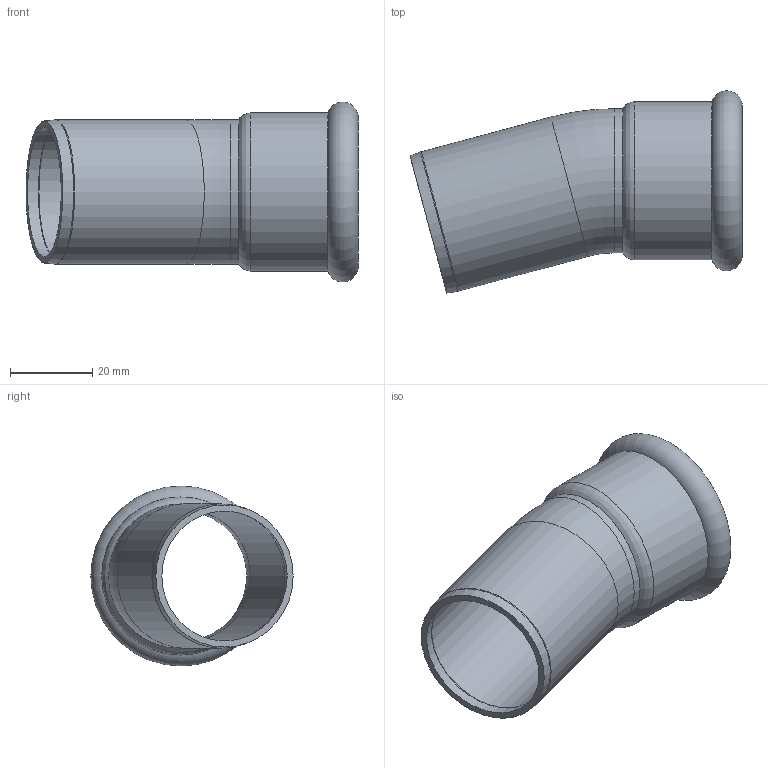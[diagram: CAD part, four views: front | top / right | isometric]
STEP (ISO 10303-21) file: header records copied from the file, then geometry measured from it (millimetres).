
FILE_DESCRIPTION(/* description */ ('Curva 15° MF De35'),/* implementation_level */ '2;1');
FILE_NAME(/* name */ '181035151_Inoxpres.stp',/* time_stamp */ '2022-10-10T16:01:53+02:00',/* author */ ('Vault'),/* organization */ ('Raccorderie metalliche s.p.a. '),/* preprocessor_version */ 'ST-DEVELOPER v18.1',/* originating_system */ 'Autodesk Inventor 2020',/* authorisation */ 'Raccorderie metalliche s.p.a. ');
FILE_SCHEMA (('AUTOMOTIVE_DESIGN { 1 0 10303 214 3 1 1 }','PROCESS_PLANNING_SCHEMA'));
Length unit declared in the file: millimetre
Products named in the file (1): 181035151_Inoxpres
Bounding box: 80.59 x 49.12 x 43.68 mm (x, y, z)
Volume: 14454 mm3; surface area: 17703 mm2
Topology: 1 solids, 1 shells, 21 faces, 76 edges, 56 vertices
Faces by surface type: torus 9, cylinder 8, cone 3, plane 1
Full cylindrical faces by diameter (mm): 32 x2, 35 x2, 35.4 x1, 35.8 x2, 38.4 x1
Entity records: 928 total; most frequent: DIRECTION 185, CARTESIAN_POINT 154, ORIENTED_EDGE 152, AXIS2_PLACEMENT_3D 87, EDGE_CURVE 76, CIRCLE 65, VERTEX_POINT 56, EDGE_LOOP 22
